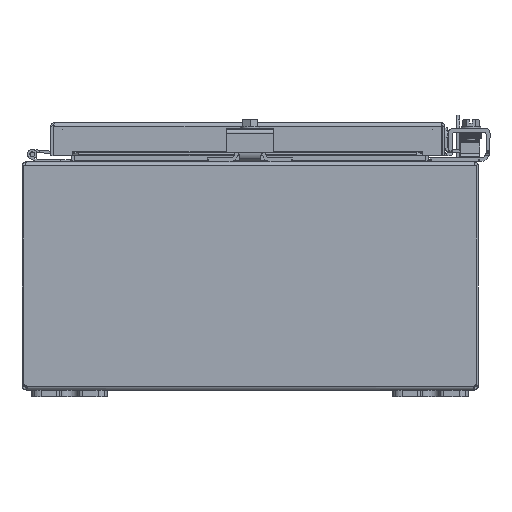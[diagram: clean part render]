
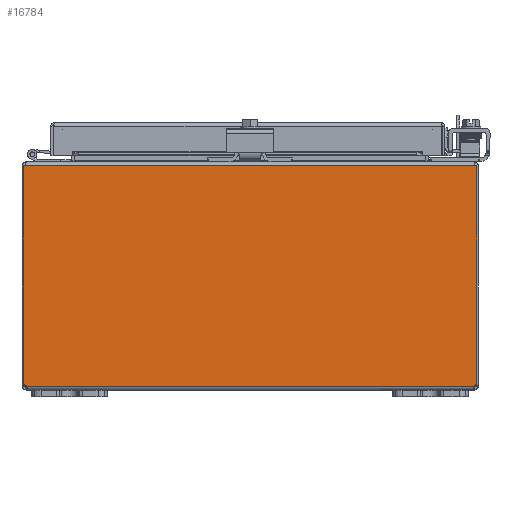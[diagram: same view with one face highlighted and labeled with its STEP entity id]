
A CAD part, front view. The second image highlights one B-rep face of the part: STEP entity #16784.
In plain terms, the highlighted planar face has unit normal (0, -1, 0).
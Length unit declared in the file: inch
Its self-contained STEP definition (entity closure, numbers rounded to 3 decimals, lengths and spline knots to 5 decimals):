
#989 = VECTOR ( 'NONE', #7137, 39.37008 ) ;
#3283 = CARTESIAN_POINT ( 'NONE',  ( 5.963, -8., 5.89475 ) ) ;
#3390 = DIRECTION ( 'NONE',  ( 0., 1., 0. ) ) ;
#3910 = ORIENTED_EDGE ( 'NONE', *, *, #30468, .T. ) ;
#4254 = VERTEX_POINT ( 'NONE', #3283 ) ;
#4429 = VERTEX_POINT ( 'NONE', #38899 ) ;
#6194 = CARTESIAN_POINT ( 'NONE',  ( 5.963, -8., 5.89475 ) ) ;
#7137 = DIRECTION ( 'NONE',  ( 1., 0., 0. ) ) ;
#7391 = PLANE ( 'NONE',  #26478 ) ;
#9345 = ORIENTED_EDGE ( 'NONE', *, *, #37710, .T. ) ;
#9429 = CARTESIAN_POINT ( 'NONE',  ( -5.91495, -8., 5.89475 ) ) ;
#10230 = CARTESIAN_POINT ( 'NONE',  ( -5.93789, -8., 0.06211 ) ) ;
#11071 = ORIENTED_EDGE ( 'NONE', *, *, #16017, .T. ) ;
#11077 = LINE ( 'NONE', #30815, #989 ) ;
#13638 = DIRECTION ( 'NONE',  ( 1., 0., 0. ) ) ;
#14057 = VECTOR ( 'NONE', #41821, 39.37008 ) ;
#14245 = LINE ( 'NONE', #20133, #40177 ) ;
#14723 = AXIS2_PLACEMENT_3D ( 'NONE', #23673, #3390, #27078 ) ;
#14939 = ORIENTED_EDGE ( 'NONE', *, *, #40971, .F. ) ;
#15653 = FACE_OUTER_BOUND ( 'NONE', #32736, .T. ) ;
#15946 = CARTESIAN_POINT ( 'NONE',  ( -5.88277, -8., 0.10525 ) ) ;
#16017 = EDGE_CURVE ( 'NONE', #33730, #36582, #11077, .T. ) ;
#16784 = ADVANCED_FACE ( 'NONE', ( #15653 ), #7391, .F. ) ;
#16876 = EDGE_CURVE ( 'NONE', #40626, #30458, #23011, .T. ) ;
#17720 = DIRECTION ( 'NONE',  ( 0., 1., 0. ) ) ;
#18023 = EDGE_CURVE ( 'NONE', #36887, #33730, #19191, .T. ) ;
#18634 = ORIENTED_EDGE ( 'NONE', *, *, #18023, .T. ) ;
#18693 = DIRECTION ( 'NONE',  ( 0., 0., 1. ) ) ;
#19191 = CIRCLE ( 'NONE', #29069, 0.07 ) ;
#19484 = EDGE_CURVE ( 'NONE', #34833, #40626, #14245, .T. ) ;
#19637 = CARTESIAN_POINT ( 'NONE',  ( 5.963, -8., 5.89475 ) ) ;
#20133 = CARTESIAN_POINT ( 'NONE',  ( 5.91495, -8., 5.89475 ) ) ;
#21211 = EDGE_CURVE ( 'NONE', #4254, #4429, #29170, .T. ) ;
#22038 = ORIENTED_EDGE ( 'NONE', *, *, #21211, .F. ) ;
#23011 = LINE ( 'NONE', #41679, #14057 ) ;
#23534 = DIRECTION ( 'NONE',  ( -1., 0., 0. ) ) ;
#23623 = LINE ( 'NONE', #19637, #41656 ) ;
#23673 = CARTESIAN_POINT ( 'NONE',  ( 5.93789, -8., 0.06211 ) ) ;
#25272 = VECTOR ( 'NONE', #18693, 39.37008 ) ;
#26478 = AXIS2_PLACEMENT_3D ( 'NONE', #38017, #17720, #41392 ) ;
#27078 = DIRECTION ( 'NONE',  ( 1., 0., 0. ) ) ;
#29069 = AXIS2_PLACEMENT_3D ( 'NONE', #10230, #33924, #13638 ) ;
#29170 = LINE ( 'NONE', #6194, #37082 ) ;
#30458 = VERTEX_POINT ( 'NONE', #40425 ) ;
#30468 = EDGE_CURVE ( 'NONE', #36582, #4429, #42389, .T. ) ;
#30815 = CARTESIAN_POINT ( 'NONE',  ( -5.88277, -8., 0.10525 ) ) ;
#32178 = CARTESIAN_POINT ( 'NONE',  ( -5.963, -8., 0.12745 ) ) ;
#32736 = EDGE_LOOP ( 'NONE', ( #9345, #43544, #41299, #14939, #18634, #11071, #3910, #22038 ) ) ;
#33319 = DIRECTION ( 'NONE',  ( 0., 0., -1. ) ) ;
#33730 = VERTEX_POINT ( 'NONE', #15946 ) ;
#33924 = DIRECTION ( 'NONE',  ( 0., 1., 0. ) ) ;
#34833 = VERTEX_POINT ( 'NONE', #39415 ) ;
#36582 = VERTEX_POINT ( 'NONE', #39184 ) ;
#36887 = VERTEX_POINT ( 'NONE', #38545 ) ;
#37082 = VECTOR ( 'NONE', #33319, 39.37008 ) ;
#37710 = EDGE_CURVE ( 'NONE', #4254, #34833, #23623, .T. ) ;
#38017 = CARTESIAN_POINT ( 'NONE',  ( 0., -8., 3.00948 ) ) ;
#38545 = CARTESIAN_POINT ( 'NONE',  ( -5.963, -8., 0.12745 ) ) ;
#38899 = CARTESIAN_POINT ( 'NONE',  ( 5.963, -8., 0.12745 ) ) ;
#39184 = CARTESIAN_POINT ( 'NONE',  ( 5.88277, -8., 0.10525 ) ) ;
#39354 = DIRECTION ( 'NONE',  ( -1., 0., 0. ) ) ;
#39415 = CARTESIAN_POINT ( 'NONE',  ( 5.91495, -8., 5.89475 ) ) ;
#40177 = VECTOR ( 'NONE', #23534, 39.37008 ) ;
#40425 = CARTESIAN_POINT ( 'NONE',  ( -5.963, -8., 5.89475 ) ) ;
#40626 = VERTEX_POINT ( 'NONE', #9429 ) ;
#40971 = EDGE_CURVE ( 'NONE', #36887, #30458, #43249, .T. ) ;
#41299 = ORIENTED_EDGE ( 'NONE', *, *, #16876, .T. ) ;
#41392 = DIRECTION ( 'NONE',  ( 1., 0., 0. ) ) ;
#41656 = VECTOR ( 'NONE', #39354, 39.37008 ) ;
#41679 = CARTESIAN_POINT ( 'NONE',  ( -5.91495, -8., 5.89475 ) ) ;
#41821 = DIRECTION ( 'NONE',  ( -1., 0., 0. ) ) ;
#42389 = CIRCLE ( 'NONE', #14723, 0.07 ) ;
#43249 = LINE ( 'NONE', #32178, #25272 ) ;
#43544 = ORIENTED_EDGE ( 'NONE', *, *, #19484, .T. ) ;
